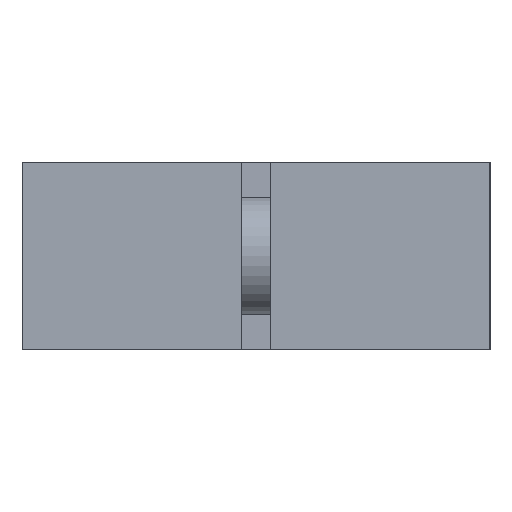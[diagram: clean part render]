
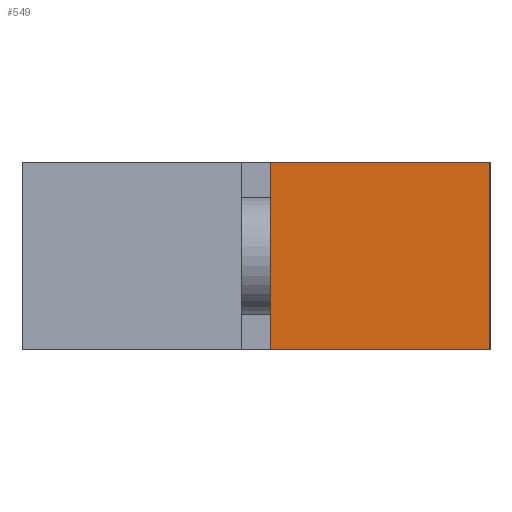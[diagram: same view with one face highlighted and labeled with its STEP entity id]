
A CAD part, left-side view. The second image highlights one B-rep face of the part: STEP entity #549.
In plain terms, the highlighted planar face has unit normal (-1, 0, 0).
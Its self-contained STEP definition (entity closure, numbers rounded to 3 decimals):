
#263=VERTEX_POINT('',#678);
#361=EDGE_CURVE('',#537,#525,#781,.T.);
#399=VERTEX_POINT('',#822);
#525=VERTEX_POINT('',#964);
#537=VERTEX_POINT('',#981);
#545=EDGE_CURVE('',#525,#399,#990,.T.);
#549=ADVANCED_FACE('',(#994),#995,.T.);
#579=EDGE_CURVE('',#399,#263,#1028,.T.);
#597=EDGE_CURVE('',#537,#263,#1050,.T.);
#678=CARTESIAN_POINT('',(-30.0,-1.25,16.0));
#781=LINE('',#1315,#1316);
#822=CARTESIAN_POINT('',(-30.0,-20.0,16.0));
#964=CARTESIAN_POINT('',(-30.0,-20.0,0.0));
#981=CARTESIAN_POINT('',(-30.0,-1.25,0.0));
#990=LINE('',#1604,#1605);
#994=FACE_OUTER_BOUND('',#1611,.T.);
#995=PLANE('',#1612);
#1028=LINE('',#1658,#1659);
#1050=LINE('',#1695,#1696);
#1315=CARTESIAN_POINT('',(-30.0,-1.25,0.0));
#1316=VECTOR('',#1851,1.0);
#1604=CARTESIAN_POINT('',(-30.0,-20.0,8.0));
#1605=VECTOR('',#2108,1.0);
#1611=EDGE_LOOP('',(#2111,#2112,#2113,#2114));
#1612=AXIS2_PLACEMENT_3D('',#2115,#2116,#2117);
#1658=CARTESIAN_POINT('',(-30.0,-1.25,16.0));
#1659=VECTOR('',#2156,1.0);
#1695=CARTESIAN_POINT('',(-30.0,-1.25,8.0));
#1696=VECTOR('',#2187,1.0);
#1851=DIRECTION('',(0.0,-1.0,0.0));
#2108=DIRECTION('',(0.0,0.0,1.0));
#2111=ORIENTED_EDGE('',*,*,#579,.T.);
#2112=ORIENTED_EDGE('',*,*,#597,.F.);
#2113=ORIENTED_EDGE('',*,*,#361,.T.);
#2114=ORIENTED_EDGE('',*,*,#545,.T.);
#2115=CARTESIAN_POINT('',(-30.0,-20.0,8.0));
#2116=DIRECTION('',(-1.0,0.0,0.0));
#2117=DIRECTION('',(0.0,0.0,1.0));
#2156=DIRECTION('',(0.0,1.0,0.0));
#2187=DIRECTION('',(0.0,0.0,1.0));
